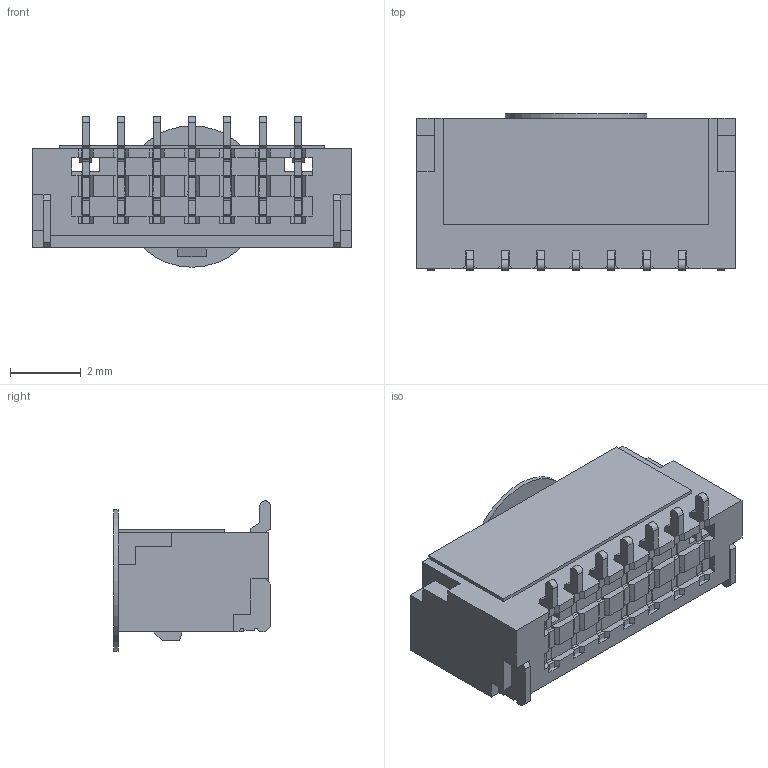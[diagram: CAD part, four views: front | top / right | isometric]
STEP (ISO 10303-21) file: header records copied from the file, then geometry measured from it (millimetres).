
FILE_DESCRIPTION(/* description */ ('STEP AP214'),/* implementation_level */ '2;1');
FILE_NAME(/* name */ 'T1M-07-GF-S-V-K-TR',/* time_stamp */ '2022-09-13T01:33:25+02:00',/* author */ ('License CC BY-ND 4.0'),/* organization */ ('CADENAS'),/* preprocessor_version */ 'ST-DEVELOPER v18.102',/* originating_system */ 'PARTsolutions',/* authorisation */ ' ');
FILE_SCHEMA (('AUTOMOTIVE_DESIGN {1 0 10303 214 3 1 1}'));
Length unit declared in the file: millimetre
Products named in the file (5): T1M-07-GF-S-V-K-TR; K-DOT-.157-.250-.005; P2T1M-07-T-S-V-TR; WT-68-01-X_wt; T1T1M-07-T-S-V-TR
Assembly tree (5 placements, depth 2):
  T1M-07-GF-S-V-K-TR
    K-DOT-.157-.250-.005
    P2T1M-07-T-S-V-TR
    WT-68-01-X_wt  x2
    T1T1M-07-T-S-V-TR
Bounding box: 9 x 4.43 x 4.25 mm (x, y, z)
Volume: 55.4 mm3; surface area: 339.8 mm2
Topology: 5 solids, 5 shells, 655 faces, 1986 edges, 1324 vertices
Faces by surface type: plane 536, cylinder 119
Full cylindrical faces by diameter (mm): 3.99 x1
Entity records: 21244 total; most frequent: ORIENTED_EDGE 3802, CARTESIAN_POINT 3800, DIRECTION 3383, EDGE_CURVE 1901, LINE 1681, VECTOR 1681, VERTEX_POINT 1268, AXIS2_PLACEMENT_3D 851
